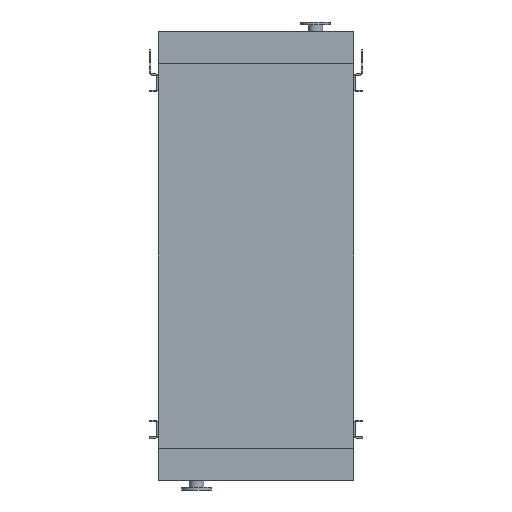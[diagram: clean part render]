
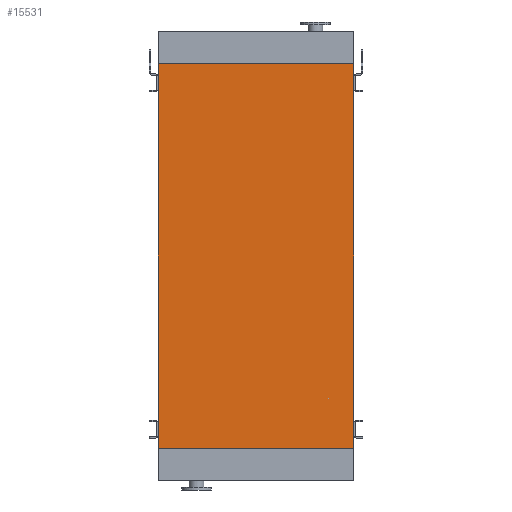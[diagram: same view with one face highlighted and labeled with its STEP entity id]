
A CAD part, front view. The second image highlights one B-rep face of the part: STEP entity #15531.
In plain terms, the highlighted planar face has unit normal (0, -1, 0).
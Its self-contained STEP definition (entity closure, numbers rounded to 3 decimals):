
#6 = AXIS2_PLACEMENT_3D ( 'NONE', #14648, #3711, #12235 ) ;
#360 = LINE ( 'NONE', #6637, #12916 ) ;
#640 = CARTESIAN_POINT ( 'NONE',  ( 725., 0., 0. ) ) ;
#843 = DIRECTION ( 'NONE',  ( 1., 0., 0. ) ) ;
#1003 = DIRECTION ( 'NONE',  ( 1., 0., 0. ) ) ;
#1792 = VECTOR ( 'NONE', #1003, 1000. ) ;
#1950 = VERTEX_POINT ( 'NONE', #640 ) ;
#2047 = EDGE_CURVE ( 'NONE', #5760, #1950, #4830, .T. ) ;
#2454 = CARTESIAN_POINT ( 'NONE',  ( -725., 0., 0. ) ) ;
#3260 = CARTESIAN_POINT ( 'NONE',  ( -725., 0., 0. ) ) ;
#3711 = DIRECTION ( 'NONE',  ( 0., -1., 0. ) ) ;
#4189 = CARTESIAN_POINT ( 'NONE',  ( 725., 0., -2850. ) ) ;
#4773 = DIRECTION ( 'NONE',  ( 0., 0., 1. ) ) ;
#4805 = VERTEX_POINT ( 'NONE', #4189 ) ;
#4830 = LINE ( 'NONE', #3260, #10160 ) ;
#5305 = CARTESIAN_POINT ( 'NONE',  ( -725., 0., -2850. ) ) ;
#5760 = VERTEX_POINT ( 'NONE', #2454 ) ;
#6101 = PLANE ( 'NONE',  #6 ) ;
#6383 = EDGE_LOOP ( 'NONE', ( #9545, #9654, #14708, #6867 ) ) ;
#6507 = VECTOR ( 'NONE', #4773, 1000. ) ;
#6637 = CARTESIAN_POINT ( 'NONE',  ( 725., 0., -2850. ) ) ;
#6867 = ORIENTED_EDGE ( 'NONE', *, *, #7440, .T. ) ;
#7440 = EDGE_CURVE ( 'NONE', #4805, #1950, #360, .T. ) ;
#7978 = DIRECTION ( 'NONE',  ( 0., 0., 1. ) ) ;
#9545 = ORIENTED_EDGE ( 'NONE', *, *, #2047, .F. ) ;
#9654 = ORIENTED_EDGE ( 'NONE', *, *, #15455, .F. ) ;
#9747 = LINE ( 'NONE', #13317, #6507 ) ;
#10160 = VECTOR ( 'NONE', #843, 1000. ) ;
#10663 = VERTEX_POINT ( 'NONE', #5305 ) ;
#11854 = LINE ( 'NONE', #14362, #1792 ) ;
#12235 = DIRECTION ( 'NONE',  ( 0., 0., -1. ) ) ;
#12916 = VECTOR ( 'NONE', #7978, 1000. ) ;
#13317 = CARTESIAN_POINT ( 'NONE',  ( -725., 0., -2850. ) ) ;
#14362 = CARTESIAN_POINT ( 'NONE',  ( -725., 0., -2850. ) ) ;
#14519 = EDGE_CURVE ( 'NONE', #10663, #4805, #11854, .T. ) ;
#14648 = CARTESIAN_POINT ( 'NONE',  ( -725., 0., -2850. ) ) ;
#14708 = ORIENTED_EDGE ( 'NONE', *, *, #14519, .T. ) ;
#15101 = FACE_OUTER_BOUND ( 'NONE', #6383, .T. ) ;
#15455 = EDGE_CURVE ( 'NONE', #10663, #5760, #9747, .T. ) ;
#15531 = ADVANCED_FACE ( 'NONE', ( #15101 ), #6101, .T. ) ;
